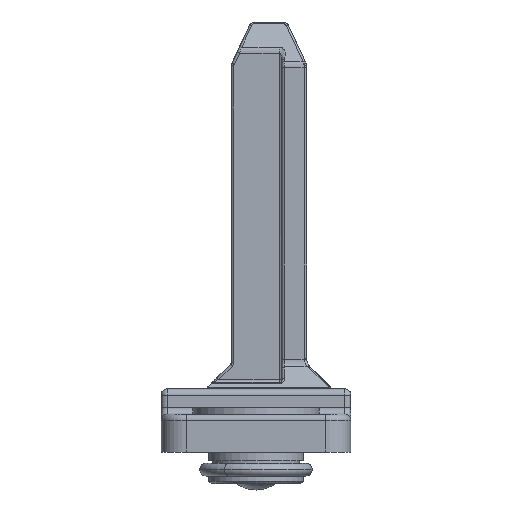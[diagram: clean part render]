
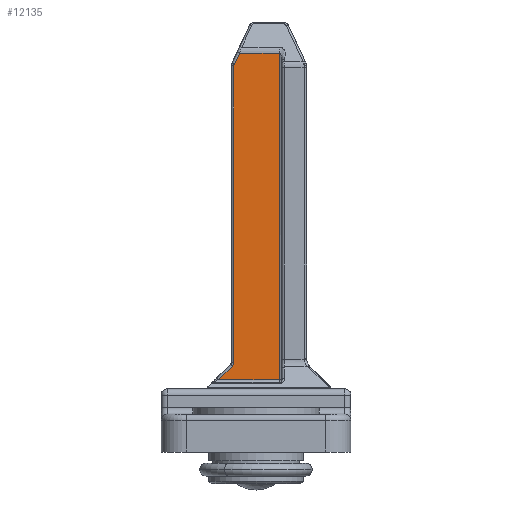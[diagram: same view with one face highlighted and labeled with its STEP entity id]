
A CAD part, left-side view. The second image highlights one B-rep face of the part: STEP entity #12135.
In plain terms, the highlighted planar face has unit normal (-1, 0, 0).
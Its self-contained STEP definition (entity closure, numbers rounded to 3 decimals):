
#3270=DIRECTION('',(0.,-0.707,0.707));
#3271=VECTOR('',#3270,1.556);
#3272=CARTESIAN_POINT('',(-4.25,2.967,0.7));
#3273=LINE('',#3272,#3271);
#3277=DIRECTION('',(0.,0.,1.));
#3278=VECTOR('',#3277,23.445);
#3279=CARTESIAN_POINT('',(-4.25,1.75,2.083));
#3280=LINE('',#3279,#3278);
#3284=CARTESIAN_POINT('',(-4.25,1.45,25.527));
#3285=DIRECTION('',(1.,0.,0.));
#3286=DIRECTION('',(0.,1.,0.));
#3287=AXIS2_PLACEMENT_3D('',#3284,#3285,#3286);
#3292=DIRECTION('',(0.,-0.423,0.906));
#3293=VECTOR('',#3292,0.984);
#3294=CARTESIAN_POINT('',(-4.25,1.722,25.654));
#3295=LINE('',#3294,#3293);
#3299=DIRECTION('',(0.,-1.,0.));
#3300=VECTOR('',#3299,3.156);
#3301=CARTESIAN_POINT('',(-4.25,1.306,26.546));
#3302=LINE('',#3301,#3300);
#3306=DIRECTION('',(0.,0.,-1.));
#3307=VECTOR('',#3306,25.846);
#3308=CARTESIAN_POINT('',(-4.25,-1.85,26.546));
#3309=LINE('',#3308,#3307);
#3313=DIRECTION('',(0.,-1.,0.));
#3314=VECTOR('',#3313,4.817);
#3315=CARTESIAN_POINT('',(-4.25,2.967,0.7));
#3316=LINE('',#3315,#3314);
#3320=CARTESIAN_POINT('',(-4.25,2.15,2.083));
#3321=DIRECTION('',(1.,0.,0.));
#3322=DIRECTION('',(0.,-1.,0.));
#3323=AXIS2_PLACEMENT_3D('',#3320,#3321,#3322);
#6951=CARTESIAN_POINT('',(-4.25,-1.85,26.546));
#6952=CARTESIAN_POINT('',(-4.25,-1.85,0.7));
#6953=VERTEX_POINT('',#6951);
#6954=VERTEX_POINT('',#6952);
#6967=CARTESIAN_POINT('',(-4.25,2.967,0.7));
#6968=VERTEX_POINT('',#6967);
#7166=CARTESIAN_POINT('',(-4.25,1.306,26.546));
#7167=VERTEX_POINT('',#7166);
#7444=CARTESIAN_POINT('',(-4.25,1.867,1.8));
#7445=VERTEX_POINT('',#7444);
#7448=CARTESIAN_POINT('',(-4.25,1.75,2.083));
#7449=CARTESIAN_POINT('',(-4.25,1.75,25.527));
#7450=VERTEX_POINT('',#7448);
#7451=VERTEX_POINT('',#7449);
#7610=CARTESIAN_POINT('',(-4.25,1.722,25.654));
#7611=VERTEX_POINT('',#7610);
#12113=CARTESIAN_POINT('',(-4.25,-2.05,29.));
#12114=DIRECTION('',(1.,0.,0.));
#12115=DIRECTION('',(0.,1.,0.));
#12116=AXIS2_PLACEMENT_3D('',#12113,#12114,#12115);
#12117=PLANE('',#12116);
#12118=ORIENTED_EDGE('',*,*,#12097,.T.);
#12120=ORIENTED_EDGE('',*,*,#12119,.F.);
#12122=ORIENTED_EDGE('',*,*,#12121,.T.);
#12124=ORIENTED_EDGE('',*,*,#12123,.T.);
#12126=ORIENTED_EDGE('',*,*,#12125,.T.);
#12128=ORIENTED_EDGE('',*,*,#12127,.T.);
#12130=ORIENTED_EDGE('',*,*,#12129,.T.);
#12132=ORIENTED_EDGE('',*,*,#12131,.F.);
#12133=EDGE_LOOP('',(#12118,#12120,#12122,#12124,#12126,#12128,#12130,#12132));
#12134=FACE_OUTER_BOUND('',#12133,.F.);
#3288=CIRCLE('',#3287,0.3);
#3324=CIRCLE('',#3323,0.4);
#12097=EDGE_CURVE('',#6968,#7445,#3273,.T.);
#12119=EDGE_CURVE('',#7450,#7445,#3324,.T.);
#12121=EDGE_CURVE('',#7450,#7451,#3280,.T.);
#12123=EDGE_CURVE('',#7451,#7611,#3288,.T.);
#12125=EDGE_CURVE('',#7611,#7167,#3295,.T.);
#12127=EDGE_CURVE('',#7167,#6953,#3302,.T.);
#12129=EDGE_CURVE('',#6953,#6954,#3309,.T.);
#12131=EDGE_CURVE('',#6968,#6954,#3316,.T.);
#12135=ADVANCED_FACE('',(#12134),#12117,.F.);
